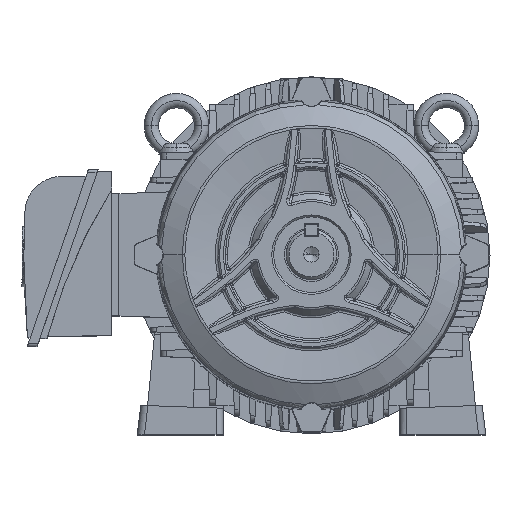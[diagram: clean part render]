
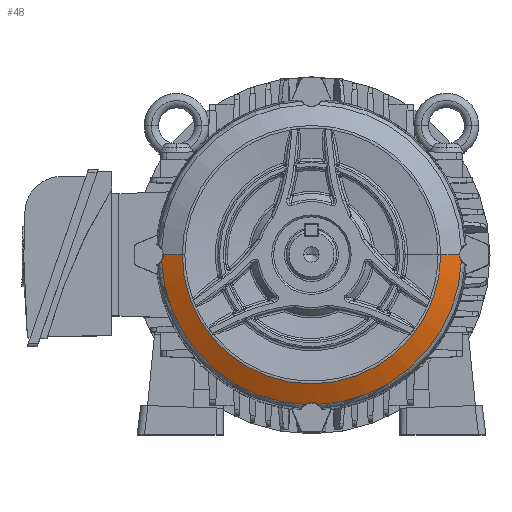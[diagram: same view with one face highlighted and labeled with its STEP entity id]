
A CAD part, top view. The second image highlights one B-rep face of the part: STEP entity #48.
In plain terms, the highlighted conical face has half-angle 63 degrees and reference radius 85.54 mm.
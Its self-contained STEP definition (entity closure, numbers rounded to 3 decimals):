
#8 = CARTESIAN_POINT ( 'NONE',  ( 0., 0., 4.752 ) ) ;
#48 = ADVANCED_FACE ( 'NONE', ( #3747 ), #41460, .T. ) ;
#2032 = EDGE_CURVE ( 'NONE', #37206, #44114, #29313, .T. ) ;
#3747 = FACE_OUTER_BOUND ( 'NONE', #50699, .T. ) ;
#3898 = ORIENTED_EDGE ( 'NONE', *, *, #28460, .F. ) ;
#3971 = CARTESIAN_POINT ( 'NONE',  ( -0.62, -82.314, 5.314 ) ) ;
#4521 = CARTESIAN_POINT ( 'NONE',  ( 82.291, -0.312, 5.327 ) ) ;
#5067 = CARTESIAN_POINT ( 'NONE',  ( 3.456, -83.348, 4.752 ) ) ;
#5300 = EDGE_CURVE ( 'NONE', #54344, #53233, #11059, .T. ) ;
#5658 = VERTEX_POINT ( 'NONE', #16905 ) ;
#6255 = AXIS2_PLACEMENT_3D ( 'NONE', #8, #48893, #40496 ) ;
#7006 = CARTESIAN_POINT ( 'NONE',  ( 85.54, 0., 3.672 ) ) ;
#7820 = CARTESIAN_POINT ( 'NONE',  ( -82.314, -0.621, 5.314 ) ) ;
#7959 = DIRECTION ( 'NONE',  ( 0., 0., 1. ) ) ;
#8092 = CIRCLE ( 'NONE', #6255, 83.419 ) ;
#8648 = DIRECTION ( 'NONE',  ( -1., 0., 0. ) ) ;
#8941 = DIRECTION ( 'NONE',  ( 0., 0., -1. ) ) ;
#9391 = EDGE_CURVE ( 'NONE', #12202, #5658, #48608, .T. ) ;
#10854 = ORIENTED_EDGE ( 'NONE', *, *, #16226, .T. ) ;
#11059 = B_SPLINE_CURVE_WITH_KNOTS ( 'NONE', 3,
 ( #12354, #29711, #38970, #34916, #56601, #30293, #47933, #25925, #3971, #21610, #39258, #52553, #39546, #57185, #35205, #13215 ),
 .UNSPECIFIED., .F., .F.,
 ( 4, 2, 2, 2, 2, 2, 2, 4 ),
 ( 0., 0.002, 0.003, 0.004, 0.005, 0.006, 0.006, 0.007 ),
 .UNSPECIFIED. ) ;
#11939 = ORIENTED_EDGE ( 'NONE', *, *, #38375, .T. ) ;
#12037 = CARTESIAN_POINT ( 'NONE',  ( 83.031, -2.948, 4.923 ) ) ;
#12202 = VERTEX_POINT ( 'NONE', #20963 ) ;
#12302 = VERTEX_POINT ( 'NONE', #45439 ) ;
#12354 = CARTESIAN_POINT ( 'NONE',  ( 3.456, -83.348, 4.752 ) ) ;
#12615 = CARTESIAN_POINT ( 'NONE',  ( 83.348, -3.456, 4.752 ) ) ;
#13215 = CARTESIAN_POINT ( 'NONE',  ( -3.456, -83.348, 4.752 ) ) ;
#14168 = ORIENTED_EDGE ( 'NONE', *, *, #2032, .F. ) ;
#14877 = AXIS2_PLACEMENT_3D ( 'NONE', #51630, #7959, #25582 ) ;
#15714 = AXIS2_PLACEMENT_3D ( 'NONE', #48040, #48623, #26039 ) ;
#15895 = VERTEX_POINT ( 'NONE', #33743 ) ;
#16226 = EDGE_CURVE ( 'NONE', #12302, #44114, #17805, .T. ) ;
#16373 = CARTESIAN_POINT ( 'NONE',  ( 82.315, -0.623, 5.314 ) ) ;
#16383 = EDGE_CURVE ( 'NONE', #15895, #12302, #27691, .T. ) ;
#16477 = CARTESIAN_POINT ( 'NONE',  ( -83.012, -2.959, 4.933 ) ) ;
#16905 = CARTESIAN_POINT ( 'NONE',  ( 83.348, -3.456, 4.752 ) ) ;
#17228 = CARTESIAN_POINT ( 'NONE',  ( 82.476, -1.531, 5.226 ) ) ;
#17805 = LINE ( 'NONE', #28973, #28392 ) ;
#20090 = EDGE_CURVE ( 'NONE', #54344, #5658, #53711, .T. ) ;
#20963 = CARTESIAN_POINT ( 'NONE',  ( 82.291, 0., 5.327 ) ) ;
#21116 = CARTESIAN_POINT ( 'NONE',  ( -82.291, -0.312, 5.327 ) ) ;
#21610 = CARTESIAN_POINT ( 'NONE',  ( -1.23, -82.406, 5.264 ) ) ;
#22044 = AXIS2_PLACEMENT_3D ( 'NONE', #48577, #8941, #8648 ) ;
#25582 = DIRECTION ( 'NONE',  ( 1., 0., 0. ) ) ;
#25925 = CARTESIAN_POINT ( 'NONE',  ( -0.308, -82.291, 5.327 ) ) ;
#26039 = DIRECTION ( 'NONE',  ( -1., 0., 0. ) ) ;
#26720 = ORIENTED_EDGE ( 'NONE', *, *, #5300, .F. ) ;
#27691 = CIRCLE ( 'NONE', #15714, 71.859 ) ;
#28147 = ORIENTED_EDGE ( 'NONE', *, *, #20090, .T. ) ;
#28392 = VECTOR ( 'NONE', #55572, 1000. ) ;
#28460 = EDGE_CURVE ( 'NONE', #15895, #12202, #42570, .T. ) ;
#28943 = CARTESIAN_POINT ( 'NONE',  ( -82.476, -1.531, 5.226 ) ) ;
#28973 = CARTESIAN_POINT ( 'NONE',  ( -85.54, 0., 3.672 ) ) ;
#29223 = CARTESIAN_POINT ( 'NONE',  ( -82.291, 0., 5.327 ) ) ;
#29313 = B_SPLINE_CURVE_WITH_KNOTS ( 'NONE', 3,
 ( #33279, #16477, #29797, #28943, #47442, #7820, #21116, #29223 ),
 .UNSPECIFIED., .F., .F.,
 ( 4, 2, 2, 4 ),
 ( 0., 0.002, 0.003, 0.004 ),
 .UNSPECIFIED. ) ;
#29711 = CARTESIAN_POINT ( 'NONE',  ( 2.959, -83.012, 4.933 ) ) ;
#29797 = CARTESIAN_POINT ( 'NONE',  ( -82.75, -2.417, 5.076 ) ) ;
#30293 = CARTESIAN_POINT ( 'NONE',  ( 0.624, -82.315, 5.314 ) ) ;
#30547 = CARTESIAN_POINT ( 'NONE',  ( 83.18, -3.208, 4.842 ) ) ;
#33279 = CARTESIAN_POINT ( 'NONE',  ( -83.348, -3.456, 4.752 ) ) ;
#33743 = CARTESIAN_POINT ( 'NONE',  ( 71.859, 0., 10.642 ) ) ;
#34029 = CARTESIAN_POINT ( 'NONE',  ( 82.407, -1.232, 5.263 ) ) ;
#34916 = CARTESIAN_POINT ( 'NONE',  ( 1.534, -82.476, 5.226 ) ) ;
#35205 = CARTESIAN_POINT ( 'NONE',  ( -3.208, -83.18, 4.843 ) ) ;
#35399 = CARTESIAN_POINT ( 'NONE',  ( -82.291, 0., 5.327 ) ) ;
#37206 = VERTEX_POINT ( 'NONE', #39354 ) ;
#38375 = EDGE_CURVE ( 'NONE', #37206, #53233, #8092, .T. ) ;
#38939 = CARTESIAN_POINT ( 'NONE',  ( 82.77, -2.405, 5.065 ) ) ;
#38970 = CARTESIAN_POINT ( 'NONE',  ( 2.418, -82.75, 5.076 ) ) ;
#39258 = CARTESIAN_POINT ( 'NONE',  ( -1.529, -82.475, 5.226 ) ) ;
#39354 = CARTESIAN_POINT ( 'NONE',  ( -83.348, -3.456, 4.752 ) ) ;
#39546 = CARTESIAN_POINT ( 'NONE',  ( -2.404, -82.769, 5.066 ) ) ;
#40496 = DIRECTION ( 'NONE',  ( 1., 0., 0. ) ) ;
#41437 = DIRECTION ( 'NONE',  ( 0.891, 0., -0.454 ) ) ;
#41460 = CONICAL_SURFACE ( 'NONE', #22044, 85.54, 1.1 ) ;
#42243 = CARTESIAN_POINT ( 'NONE',  ( -3.456, -83.348, 4.752 ) ) ;
#42570 = LINE ( 'NONE', #7006, #43493 ) ;
#43493 = VECTOR ( 'NONE', #41437, 1000. ) ;
#44114 = VERTEX_POINT ( 'NONE', #35399 ) ;
#44147 = CARTESIAN_POINT ( 'NONE',  ( 82.291, 0., 5.327 ) ) ;
#45439 = CARTESIAN_POINT ( 'NONE',  ( -71.859, 0., 10.642 ) ) ;
#47442 = CARTESIAN_POINT ( 'NONE',  ( -82.407, -1.23, 5.264 ) ) ;
#47933 = CARTESIAN_POINT ( 'NONE',  ( 0.316, -82.291, 5.327 ) ) ;
#48040 = CARTESIAN_POINT ( 'NONE',  ( 0., 0., 10.642 ) ) ;
#48577 = CARTESIAN_POINT ( 'NONE',  ( 0., 0., 3.672 ) ) ;
#48608 = B_SPLINE_CURVE_WITH_KNOTS ( 'NONE', 3,
 ( #44147, #4521, #16373, #34029, #17228, #51658, #38939, #12037, #30547, #12615 ),
 .UNSPECIFIED., .F., .F.,
 ( 4, 2, 2, 2, 4 ),
 ( 0.004, 0.005, 0.006, 0.006, 0.007 ),
 .UNSPECIFIED. ) ;
#48623 = DIRECTION ( 'NONE',  ( 0., 0., -1. ) ) ;
#48893 = DIRECTION ( 'NONE',  ( 0., 0., 1. ) ) ;
#50262 = ORIENTED_EDGE ( 'NONE', *, *, #9391, .F. ) ;
#50699 = EDGE_LOOP ( 'NONE', ( #3898, #52580, #10854, #14168, #11939, #26720, #28147, #50262 ) ) ;
#51630 = CARTESIAN_POINT ( 'NONE',  ( 0., 0., 4.752 ) ) ;
#51658 = CARTESIAN_POINT ( 'NONE',  ( 82.657, -2.119, 5.127 ) ) ;
#52553 = CARTESIAN_POINT ( 'NONE',  ( -2.118, -82.657, 5.127 ) ) ;
#52580 = ORIENTED_EDGE ( 'NONE', *, *, #16383, .T. ) ;
#53233 = VERTEX_POINT ( 'NONE', #42243 ) ;
#53711 = CIRCLE ( 'NONE', #14877, 83.419 ) ;
#54344 = VERTEX_POINT ( 'NONE', #5067 ) ;
#55572 = DIRECTION ( 'NONE',  ( -0.891, 0., -0.454 ) ) ;
#56601 = CARTESIAN_POINT ( 'NONE',  ( 1.232, -82.407, 5.263 ) ) ;
#57185 = CARTESIAN_POINT ( 'NONE',  ( -2.948, -83.031, 4.924 ) ) ;
